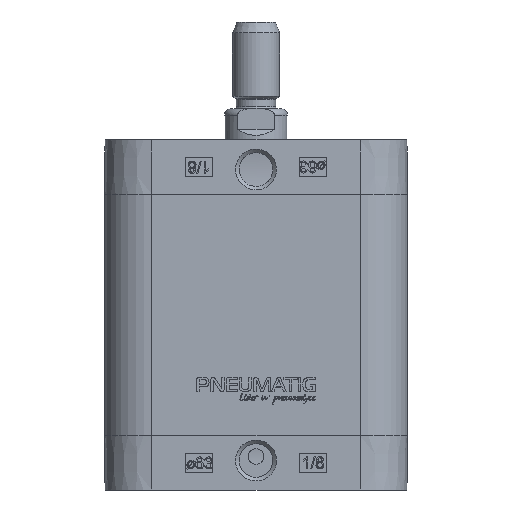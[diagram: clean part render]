
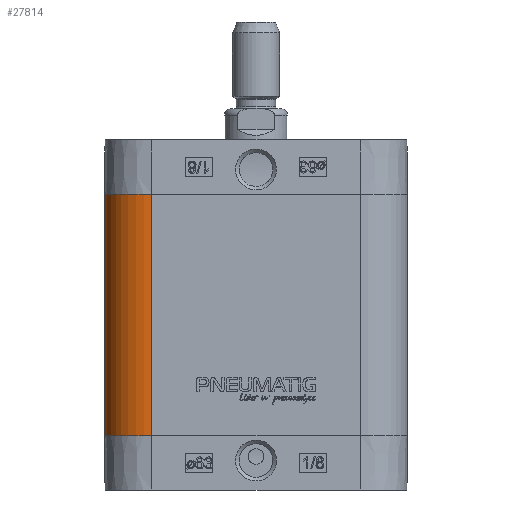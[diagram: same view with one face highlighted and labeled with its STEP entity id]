
A CAD part, left-side view. The second image highlights one B-rep face of the part: STEP entity #27814.
In plain terms, the highlighted cylindrical face has radius 12 mm (diameter 24 mm), a partial arc.
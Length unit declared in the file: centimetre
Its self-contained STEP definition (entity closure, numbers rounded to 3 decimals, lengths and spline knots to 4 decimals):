
#2625=CYLINDRICAL_SURFACE($,#28944,1.2);
#4363=LINE($,#51090,#6432);
#4729=LINE($,#54432,#6798);
#6432=VECTOR($,#32471,6.15);
#6798=VECTOR($,#33047,6.15);
#8450=FACE_OUTER_BOUND($,#10191,.T.);
#10191=EDGE_LOOP($,(#25174,#25175,#25176,#25177));
#10604=CIRCLE($,#28945,1.2);
#10605=CIRCLE($,#28946,1.2);
#12848=VERTEX_POINT($,#51087);
#12849=VERTEX_POINT($,#51089);
#13259=VERTEX_POINT($,#54429);
#13260=VERTEX_POINT($,#54431);
#16647=EDGE_CURVE($,#12849,#12848,#4363,.T.);
#17261=EDGE_CURVE($,#12848,#13259,#10604,.T.);
#17262=EDGE_CURVE($,#13260,#13259,#4729,.T.);
#17263=EDGE_CURVE($,#13260,#12849,#10605,.T.);
#25174=ORIENTED_EDGE($,*,*,#17261,.T.);
#25175=ORIENTED_EDGE($,*,*,#17262,.F.);
#25176=ORIENTED_EDGE($,*,*,#17263,.T.);
#25177=ORIENTED_EDGE($,*,*,#16647,.T.);
#27814=ADVANCED_FACE($,(#8450),#2625,.T.);
#28944=AXIS2_PLACEMENT_3D($,#54428,#33043,#33044);
#28945=AXIS2_PLACEMENT_3D($,#54430,#33045,#33046);
#28946=AXIS2_PLACEMENT_3D($,#54433,#33048,#33049);
#32471=DIRECTION($,(0.,0.,1.));
#33043=DIRECTION('center_axis',(0.,0.,1.));
#33044=DIRECTION('ref_axis',(0.,1.,0.));
#33045=DIRECTION('center_axis',(0.,0.,-1.));
#33046=DIRECTION('ref_axis',(0.,1.,0.));
#33047=DIRECTION($,(0.,0.,1.));
#33048=DIRECTION('center_axis',(0.,0.,1.));
#33049=DIRECTION('ref_axis',(0.,1.,0.));
#51087=CARTESIAN_POINT('',(-3.85,2.65,7.525));
#51089=CARTESIAN_POINT('',(-3.85,2.65,1.375));
#51090=CARTESIAN_POINT($,(-3.85,2.65,1.375));
#54428=CARTESIAN_POINT('Origin',(-2.65,2.65,1.375));
#54429=CARTESIAN_POINT('',(-2.65,3.85,7.525));
#54430=CARTESIAN_POINT('Origin',(-2.65,2.65,7.525));
#54431=CARTESIAN_POINT('',(-2.65,3.85,1.375));
#54432=CARTESIAN_POINT($,(-2.65,3.85,1.375));
#54433=CARTESIAN_POINT('Origin',(-2.65,2.65,1.375));
